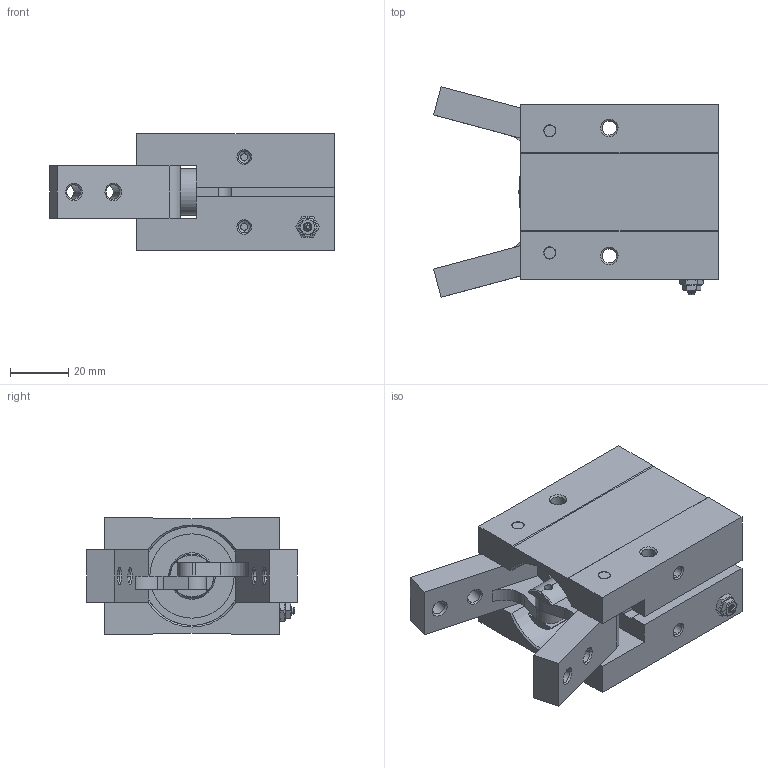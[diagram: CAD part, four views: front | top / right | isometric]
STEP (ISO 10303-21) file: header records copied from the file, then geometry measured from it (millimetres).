
FILE_DESCRIPTION (( 'STEP AP214' ), '1' );
FILE_NAME ('KA32MD-M.step', '2017-07-18T19:58:28', ( '' ), ( '' ), 'SwSTEP 2.0', 'SolidWorks 2017', '' );
FILE_SCHEMA (( 'AUTOMOTIVE_DESIGN' ));
Length unit declared in the file: millimetre
Products named in the file (5): KA32MD-M-4; KA32MD-M-3; KA32MD-M-2; KA32MD-M-1; KA32MD-M
Assembly tree (4 placements, depth 2):
  KA32MD-M
    KA32MD-M-1
    KA32MD-M-2
    KA32MD-M-3
    KA32MD-M-4
Bounding box: 97.93 x 72.36 x 40 mm (x, y, z)
Volume: 133553.6 mm3; surface area: 43456.2 mm2
Topology: 4 solids, 4 shells, 277 faces, 682 edges, 434 vertices
Faces by surface type: plane 111, cylinder 88, cone 76, bspline 2
Entity records: 8682 total; most frequent: CARTESIAN_POINT 1720, DIRECTION 1482, ORIENTED_EDGE 1364, EDGE_CURVE 682, AXIS2_PLACEMENT_3D 564, VERTEX_POINT 434, VECTOR 354, LINE 354
